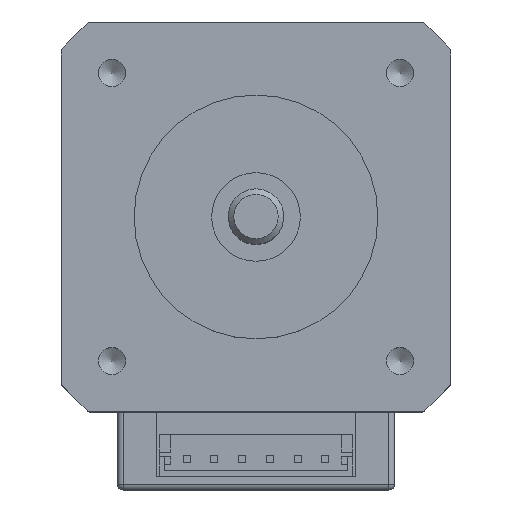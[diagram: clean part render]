
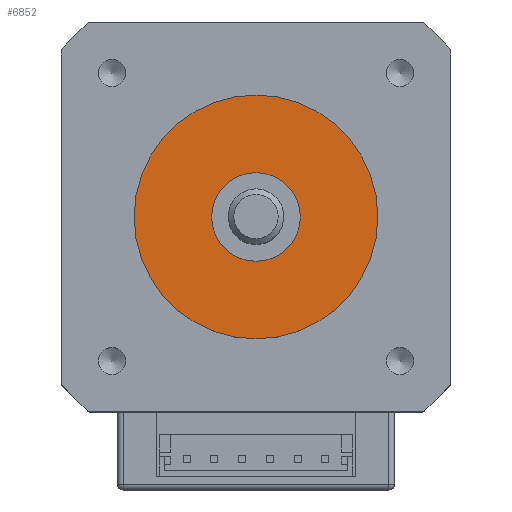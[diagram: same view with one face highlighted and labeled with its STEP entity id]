
A CAD part, top view. The second image highlights one B-rep face of the part: STEP entity #6852.
In plain terms, the highlighted planar face has unit normal (0, 0, 1).
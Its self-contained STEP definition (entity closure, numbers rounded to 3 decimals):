
#142=FACE_BOUND('',#1219,.T.);
#493=CIRCLE('',#7515,11.);
#495=CIRCLE('',#7518,4.);
#833=FACE_OUTER_BOUND('',#1218,.T.);
#1218=EDGE_LOOP('',(#5292));
#1219=EDGE_LOOP('',(#5293));
#2895=VERTEX_POINT('',#11073);
#2897=VERTEX_POINT('',#11079);
#3735=EDGE_CURVE('',#2895,#2895,#493,.T.);
#3738=EDGE_CURVE('',#2897,#2897,#495,.T.);
#5292=ORIENTED_EDGE('',*,*,#3735,.F.);
#5293=ORIENTED_EDGE('',*,*,#3738,.T.);
#6149=PLANE('',#7517);
#6852=ADVANCED_FACE('',(#833,#142),#6149,.F.);
#7515=AXIS2_PLACEMENT_3D('',#11074,#8936,#8937);
#7517=AXIS2_PLACEMENT_3D('',#11078,#8941,#8942);
#7518=AXIS2_PLACEMENT_3D('',#11080,#8943,#8944);
#8936=DIRECTION('center_axis',(0.,0.,
-1.));
#8937=DIRECTION('ref_axis',(0.,1.,0.));
#8941=DIRECTION('center_axis',(0.,0.,
-1.));
#8942=DIRECTION('ref_axis',(0.,1.,0.));
#8943=DIRECTION('center_axis',(0.,0.,
-1.));
#8944=DIRECTION('ref_axis',(0.,1.,0.));
#11073=CARTESIAN_POINT('',(0.,-11.,20.));
#11074=CARTESIAN_POINT('Origin',(0.,0.,
20.));
#11078=CARTESIAN_POINT('Origin',(0.,0.,
20.));
#11079=CARTESIAN_POINT('',(0.,-4.,20.));
#11080=CARTESIAN_POINT('Origin',(0.,0.,
20.));
